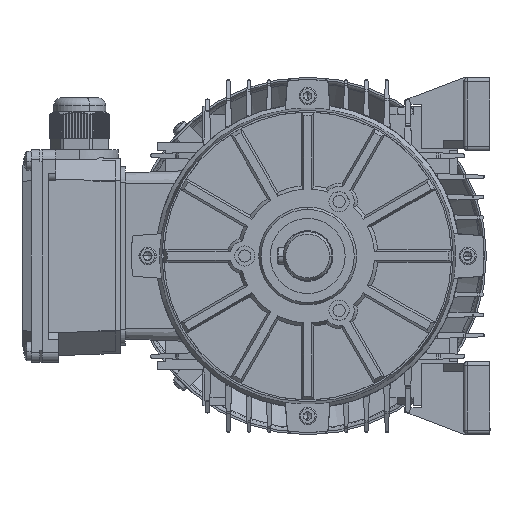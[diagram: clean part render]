
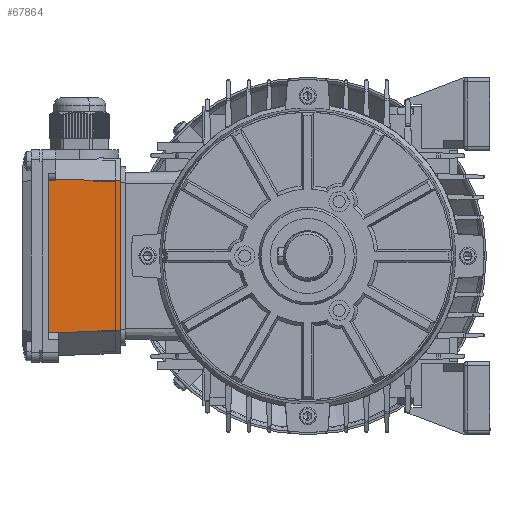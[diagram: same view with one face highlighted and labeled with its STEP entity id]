
A CAD part, left-side view. The second image highlights one B-rep face of the part: STEP entity #67864.
In plain terms, the highlighted face is planar.
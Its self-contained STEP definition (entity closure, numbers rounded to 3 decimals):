
#10258 = DIRECTION ( 'NONE',  ( 0., -1., -0.001 ) ) ;
#10259 = VECTOR ( 'NONE', #10258, 1000. ) ;
#10260 = CARTESIAN_POINT ( 'NONE',  ( 35.5, -49.393, 49.219 ) ) ;
#10261 = LINE ( 'NONE', #10260, #10259 ) ;
#10262 = CARTESIAN_POINT ( 'NONE',  ( 35.5, -37.116, 49.234 ) ) ;
#10279 = DIRECTION ( 'NONE',  ( 0., -1., -0.001 ) ) ;
#10280 = VECTOR ( 'NONE', #10279, 1000. ) ;
#10281 = CARTESIAN_POINT ( 'NONE',  ( 31.875, -49.393, 49.092 ) ) ;
#10282 = LINE ( 'NONE', #10281, #10280 ) ;
#10283 = CARTESIAN_POINT ( 'NONE',  ( 31.875, -37.897, 49.106 ) ) ;
#10284 = DIRECTION ( 'NONE',  ( -0.999, 0.027, -0.035 ) ) ;
#10285 = VECTOR ( 'NONE', #10284, 1000. ) ;
#10286 = CARTESIAN_POINT ( 'NONE',  ( 40.501, -38.128, 49.407 ) ) ;
#10287 = LINE ( 'NONE', #10286, #10285 ) ;
#10288 = CARTESIAN_POINT ( 'NONE',  ( 0., -37.04, 47.995 ) ) ;
#10289 = DIRECTION ( 'NONE',  ( 0., -1., -0.001 ) ) ;
#10290 = VECTOR ( 'NONE', #10289, 1000. ) ;
#10291 = CARTESIAN_POINT ( 'NONE',  ( 0., 87.477, 48.147 ) ) ;
#10292 = LINE ( 'NONE', #10291, #10290 ) ;
#10293 = CARTESIAN_POINT ( 'NONE',  ( 0., 36.95, 48.085 ) ) ;
#10294 = DIRECTION ( 'NONE',  ( 0.999, 0.027, 0.035 ) ) ;
#10295 = VECTOR ( 'NONE', #10294, 1000. ) ;
#10296 = CARTESIAN_POINT ( 'NONE',  ( 40.5, 38.036, 49.5 ) ) ;
#10297 = LINE ( 'NONE', #10296, #10295 ) ;
#10298 = CARTESIAN_POINT ( 'NONE',  ( 30.5, 37.767, 49.151 ) ) ;
#10299 = DIRECTION ( 'NONE',  ( 0., -1., -0.001 ) ) ;
#10300 = VECTOR ( 'NONE', #10299, 1000. ) ;
#10301 = CARTESIAN_POINT ( 'NONE',  ( 30.5, -49.393, 49.044 ) ) ;
#10302 = LINE ( 'NONE', #10301, #10300 ) ;
#10303 = CARTESIAN_POINT ( 'NONE',  ( 35.5, 37.901, 49.325 ) ) ;
#10316 = CARTESIAN_POINT ( 'NONE',  ( 30.5, 37.727, 49.151 ) ) ;
#10317 = DIRECTION ( 'NONE',  ( 0.999, 0.035, 0.035 ) ) ;
#10318 = VECTOR ( 'NONE', #10317, 1000. ) ;
#10319 = CARTESIAN_POINT ( 'NONE',  ( 40.497, 38.076, 49.5 ) ) ;
#10320 = DIRECTION ( 'NONE',  ( -0.999, 0., -0.035 ) ) ;
#10321 = DIRECTION ( 'NONE',  ( 0.035, 0.001, -0.999 ) ) ;
#10322 = AXIS2_PLACEMENT_3D ( 'NONE', #10324, #10321, #10320 ) ;
#10323 = LINE ( 'NONE', #10319, #10318 ) ;
#10324 = CARTESIAN_POINT ( 'NONE',  ( 43.553, -49.393, 49.5 ) ) ;
#10325 = PLANE ( 'NONE',  #10322 ) ;
#10326 = FACE_OUTER_BOUND ( 'NONE', #67865, .T. ) ;
#10424 = CARTESIAN_POINT ( 'NONE',  ( 35.5, -37.116, 49.234 ) ) ;
#10425 = CARTESIAN_POINT ( 'NONE',  ( 34.294, -37.11, 49.192 ) ) ;
#10426 = CARTESIAN_POINT ( 'NONE',  ( 33.086, -37.104, 49.15 ) ) ;
#10427 = CARTESIAN_POINT ( 'NONE',  ( 31.875, -37.099, 49.107 ) ) ;
#10428 =( BOUNDED_CURVE ( )  B_SPLINE_CURVE ( 3, ( #10427, #10426, #10425, #10424 ),
 .UNSPECIFIED., .F., .T. ) 
 B_SPLINE_CURVE_WITH_KNOTS ( ( 4, 4 ),
 ( 1.693, 1.726 ),
 .UNSPECIFIED. ) 
 CURVE ( )  GEOMETRIC_REPRESENTATION_ITEM ( )  RATIONAL_B_SPLINE_CURVE ( ( 1., 1., 1., 1. ) ) 
 REPRESENTATION_ITEM ( '' )  );
#42144 = VERTEX_POINT ( 'NONE', #106486 ) ;
#67827 = VERTEX_POINT ( 'NONE', #10262 ) ;
#67828 = ORIENTED_EDGE ( 'NONE', *, *, #67829, .F. ) ;
#67829 = EDGE_CURVE ( 'NONE', #67839, #67827, #10261, .T. ) ;
#67839 = VERTEX_POINT ( 'NONE', #10303 ) ;
#67840 = ORIENTED_EDGE ( 'NONE', *, *, #67841, .F. ) ;
#67841 = EDGE_CURVE ( 'NONE', #67842, #67868, #10302, .T. ) ;
#67842 = VERTEX_POINT ( 'NONE', #10298 ) ;
#67843 = ORIENTED_EDGE ( 'NONE', *, *, #67844, .F. ) ;
#67844 = EDGE_CURVE ( 'NONE', #67845, #67842, #10297, .T. ) ;
#67845 = VERTEX_POINT ( 'NONE', #10293 ) ;
#67846 = ORIENTED_EDGE ( 'NONE', *, *, #67847, .T. ) ;
#67847 = EDGE_CURVE ( 'NONE', #67845, #67848, #10292, .T. ) ;
#67848 = VERTEX_POINT ( 'NONE', #10288 ) ;
#67849 = ORIENTED_EDGE ( 'NONE', *, *, #67850, .F. ) ;
#67850 = EDGE_CURVE ( 'NONE', #67851, #67848, #10287, .T. ) ;
#67851 = VERTEX_POINT ( 'NONE', #10283 ) ;
#67852 = ORIENTED_EDGE ( 'NONE', *, *, #67853, .F. ) ;
#67853 = EDGE_CURVE ( 'NONE', #42144, #67851, #10282, .T. ) ;
#67864 = ADVANCED_FACE ( 'NONE', ( #10326 ), #10325, .F. ) ;
#67865 = EDGE_LOOP ( 'NONE', ( #67866, #67840, #67843, #67846, #67849, #67852, #67907, #67828 ) ) ;
#67866 = ORIENTED_EDGE ( 'NONE', *, *, #67867, .F. ) ;
#67867 = EDGE_CURVE ( 'NONE', #67868, #67839, #10323, .T. ) ;
#67868 = VERTEX_POINT ( 'NONE', #10316 ) ;
#67907 = ORIENTED_EDGE ( 'NONE', *, *, #67908, .T. ) ;
#67908 = EDGE_CURVE ( 'NONE', #42144, #67827, #10428, .T. ) ;
#106486 = CARTESIAN_POINT ( 'NONE',  ( 31.875, -37.099, 49.107 ) ) ;
